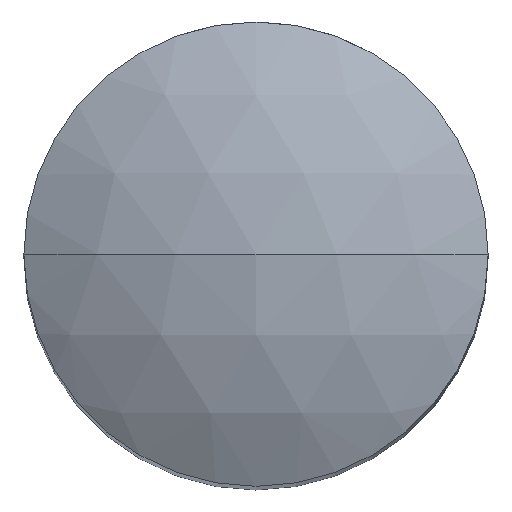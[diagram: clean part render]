
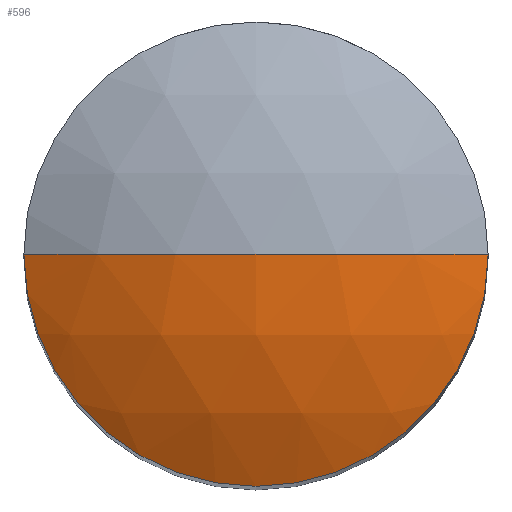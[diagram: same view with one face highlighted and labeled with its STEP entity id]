
A CAD part, top view. The second image highlights one B-rep face of the part: STEP entity #596.
In plain terms, the highlighted spherical face has radius 3 mm.
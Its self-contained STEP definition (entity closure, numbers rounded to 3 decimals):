
#30 = CARTESIAN_POINT ( 'NONE',  ( 0., 0., 4.5 ) ) ;
#71 = DIRECTION ( 'NONE',  ( 0., 0., -1. ) ) ;
#90 = EDGE_CURVE ( 'NONE', #354, #206, #98, .T. ) ;
#98 = CIRCLE ( 'NONE', #803, 3. ) ;
#106 = DIRECTION ( 'NONE',  ( 0., -1., 0. ) ) ;
#113 = AXIS2_PLACEMENT_3D ( 'NONE', #302, #296, #288 ) ;
#160 = CIRCLE ( 'NONE', #113, 3. ) ;
#196 = EDGE_CURVE ( 'NONE', #354, #463, #160, .T. ) ;
#203 = SPHERICAL_SURFACE ( 'NONE', #572, 3. ) ;
#206 = VERTEX_POINT ( 'NONE', #334 ) ;
#238 = CIRCLE ( 'NONE', #647, 1.5 ) ;
#288 = DIRECTION ( 'NONE',  ( 1., 0., 0. ) ) ;
#296 = DIRECTION ( 'NONE',  ( 0., -1., 0. ) ) ;
#302 = CARTESIAN_POINT ( 'NONE',  ( 0., 0., 4.5 ) ) ;
#334 = CARTESIAN_POINT ( 'NONE',  ( 1.5, 0., 7.098 ) ) ;
#354 = VERTEX_POINT ( 'NONE', #692 ) ;
#379 = FACE_OUTER_BOUND ( 'NONE', #778, .T. ) ;
#417 = ORIENTED_EDGE ( 'NONE', *, *, #90, .F. ) ;
#439 = EDGE_CURVE ( 'NONE', #206, #463, #238, .T. ) ;
#463 = VERTEX_POINT ( 'NONE', #678 ) ;
#479 = CARTESIAN_POINT ( 'NONE',  ( 0., 0., 7.098 ) ) ;
#543 = DIRECTION ( 'NONE',  ( -1., 0., 0. ) ) ;
#569 = DIRECTION ( 'NONE',  ( 1., 0., 0. ) ) ;
#572 = AXIS2_PLACEMENT_3D ( 'NONE', #30, #106, #569 ) ;
#596 = ADVANCED_FACE ( 'NONE', ( #379 ), #203, .T. ) ;
#647 = AXIS2_PLACEMENT_3D ( 'NONE', #479, #71, #543 ) ;
#674 = DIRECTION ( 'NONE',  ( 0., 0., 1. ) ) ;
#678 = CARTESIAN_POINT ( 'NONE',  ( -1.5, 0., 7.098 ) ) ;
#684 = DIRECTION ( 'NONE',  ( 0., 1., 0. ) ) ;
#687 = CARTESIAN_POINT ( 'NONE',  ( 0., 0., 4.5 ) ) ;
#692 = CARTESIAN_POINT ( 'NONE',  ( 0., 0., 7.5 ) ) ;
#763 = ORIENTED_EDGE ( 'NONE', *, *, #196, .T. ) ;
#778 = EDGE_LOOP ( 'NONE', ( #417, #763, #829 ) ) ;
#803 = AXIS2_PLACEMENT_3D ( 'NONE', #687, #684, #674 ) ;
#829 = ORIENTED_EDGE ( 'NONE', *, *, #439, .F. ) ;
